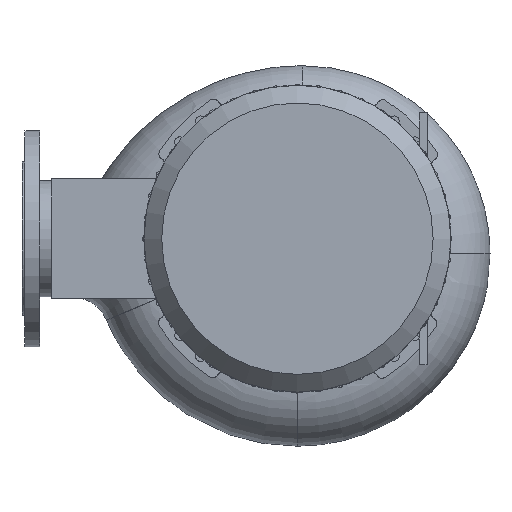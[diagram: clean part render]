
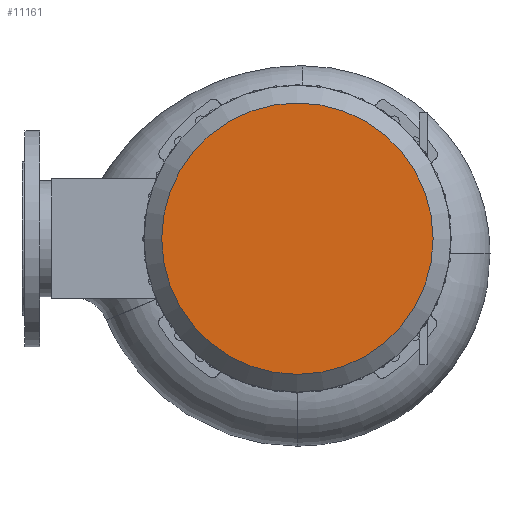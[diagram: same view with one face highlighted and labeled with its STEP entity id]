
A CAD part, left-side view. The second image highlights one B-rep face of the part: STEP entity #11161.
In plain terms, the highlighted planar face has unit normal (-1, 0, 0).
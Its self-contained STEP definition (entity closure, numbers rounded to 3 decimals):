
#2312=PLANE('',#12144);
#2916=FACE_OUTER_BOUND('',#3619,.T.);
#3619=EDGE_LOOP('',(#10305));
#4150=CIRCLE('',#12143,137.975);
#5500=VERTEX_POINT('',#21071);
#7116=EDGE_CURVE('',#5500,#5500,#4150,.T.);
#10305=ORIENTED_EDGE('',*,*,#7116,.T.);
#11161=ADVANCED_FACE('',(#2916),#2312,.T.);
#12143=AXIS2_PLACEMENT_3D('',#21072,#14969,#14970);
#12144=AXIS2_PLACEMENT_3D('',#21073,#14971,#14972);
#14969=DIRECTION('center_axis',(-1.,0.,0.));
#14970=DIRECTION('ref_axis',(0.,0.,1.));
#14971=DIRECTION('center_axis',(-1.,0.,0.));
#14972=DIRECTION('ref_axis',(0.,0.,1.));
#21071=CARTESIAN_POINT('',(-723.,317.975,0.));
#21072=CARTESIAN_POINT('Origin',(-723.,180.,0.));
#21073=CARTESIAN_POINT('Origin',(-723.,180.,0.));
